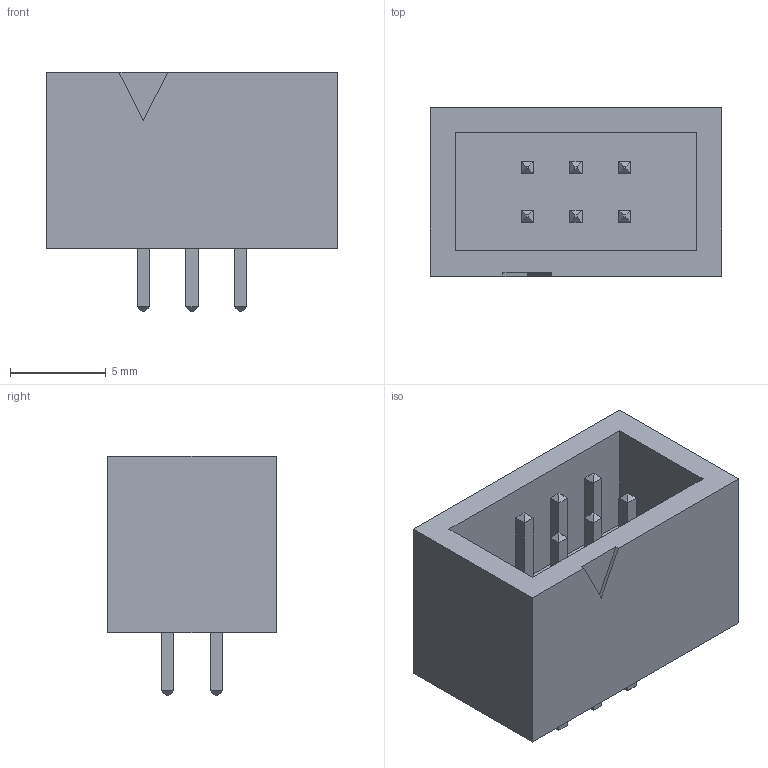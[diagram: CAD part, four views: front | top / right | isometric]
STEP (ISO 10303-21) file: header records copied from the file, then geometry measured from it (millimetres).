
FILE_DESCRIPTION(('FreeCAD Model'),'2;1');
FILE_NAME('11548057.1.1.stp','2021-11-19T17:17:37',( 'Author'),(''),'Open CASCADE STEP processor 6.9','FreeCAD','Unknown' );
FILE_SCHEMA(('AUTOMOTIVE_DESIGN { 1 0 10303 214 1 1 1 1 }'));
Length unit declared in the file: millimetre
Products named in the file (3): ASSEMBLY; Body; LeadsArray
Assembly tree (2 placements, depth 2):
  ASSEMBLY
    Body
    LeadsArray
Bounding box: 15.22 x 8.8 x 12.5 mm (x, y, z)
Volume: 798.2 mm3; surface area: 1125.6 mm2
Topology: 7 solids, 7 shells, 98 faces, 201 edges, 118 vertices
Faces by surface type: plane 98
Entity records: 5175 total; most frequent: CARTESIAN_POINT 822, DIRECTION 805, LINE 603, VECTOR 603, ORIENTED_EDGE 402, PCURVE 402, DEFINITIONAL_REPRESENTATION 402, EDGE_CURVE 201
